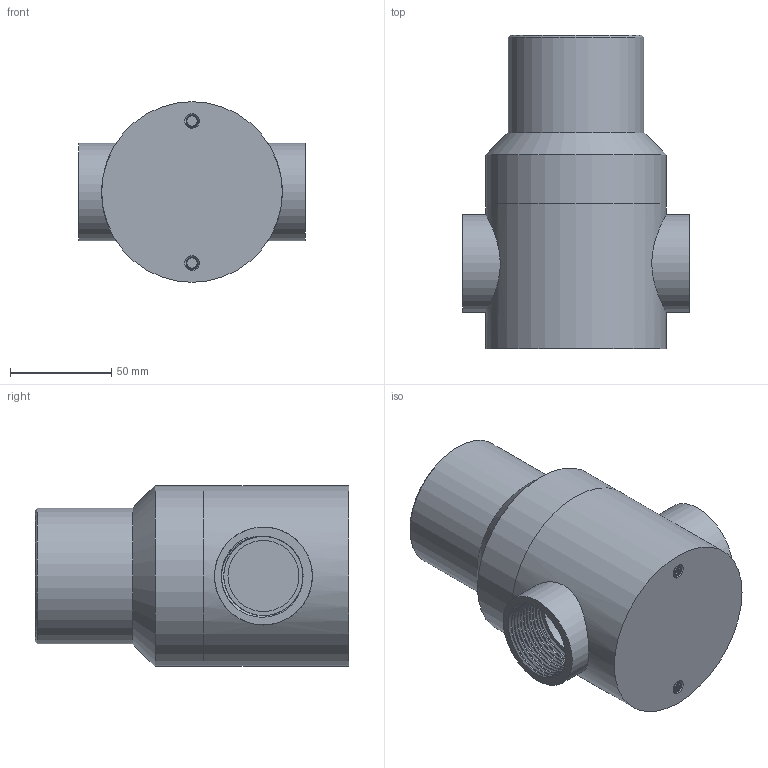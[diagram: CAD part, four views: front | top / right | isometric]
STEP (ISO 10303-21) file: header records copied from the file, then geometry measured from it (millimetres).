
FILE_DESCRIPTION (( 'STEP AP214' ), '1' );
FILE_NAME ('40-1101-3X.STEP', '2019-05-20T13:02:39', ( '' ), ( '' ), 'SwSTEP 2.0', 'SolidWorks 2019', '' );
FILE_SCHEMA (( 'AUTOMOTIVE_DESIGN' ));
Length unit declared in the file: millimetre
Products named in the file (8): 316 mc body 1 1-4; 1 1-4 threaded insert; 40-1101-3X; PVC Bonnet all size; PVC Bonnet all size_40mm PVC-304
Assembly tree (4 placements, depth 2):
  316 mc body 1 1-4
  1 1-4 threaded insert
  40-1101-3X
    316 mc body 1 1-4
    1 1-4 threaded insert  x2
    PVC Bonnet all size_40mm PVC-304
  PVC Bonnet all size
  1 1-4 threaded insert
Bounding box: 111.8 x 154.4 x 89 mm (x, y, z)
Volume: 809872 mm3; surface area: 92339.6 mm2
Topology: 4 solids, 4 shells, 52 faces, 108 edges, 71 vertices
Faces by surface type: plane 19, cylinder 14, bspline 14, cone 5
Full cylindrical faces by diameter (mm): 35 x2, 48.2 x2, 48.3 x2, 67 x1, 70 x1, 89 x2
Entity records: 13481 total; most frequent: CARTESIAN_POINT 12469, DIRECTION 150, ORIENTED_EDGE 144, EDGE_CURVE 72, AXIS2_PLACEMENT_3D 70, EDGE_LOOP 68, FACE_OUTER_BOUND 54, VERTEX_POINT 54
